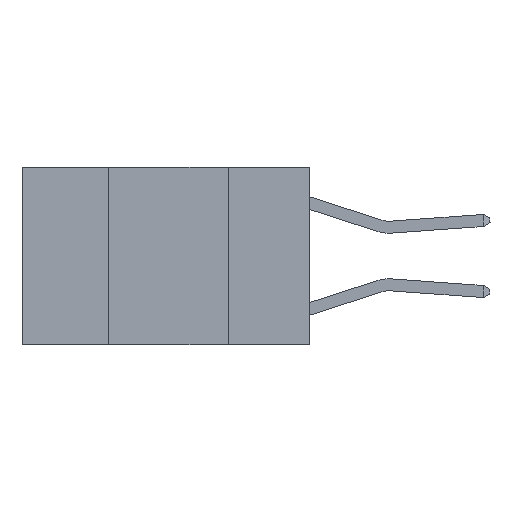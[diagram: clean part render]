
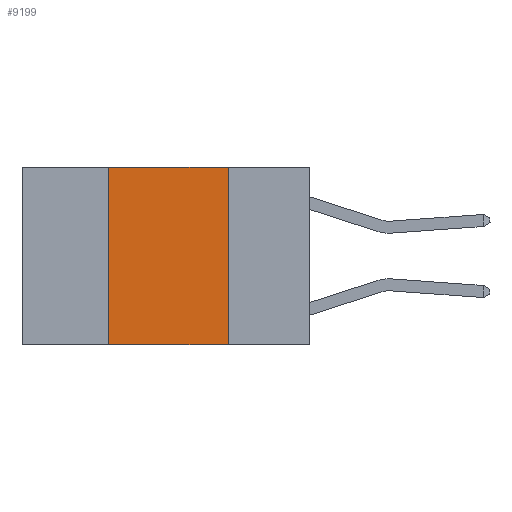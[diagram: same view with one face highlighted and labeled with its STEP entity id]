
A CAD part, left-side view. The second image highlights one B-rep face of the part: STEP entity #9199.
In plain terms, the highlighted planar face has unit normal (-1, 0, 0).
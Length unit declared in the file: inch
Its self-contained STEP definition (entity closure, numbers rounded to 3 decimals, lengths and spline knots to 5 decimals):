
#179 = EDGE_CURVE ( 'NONE', #9406, #2089, #2740, .T. ) ;
#466 = VECTOR ( 'NONE', #1225, 39.37008 ) ;
#629 = DIRECTION ( 'NONE',  ( 0., 0., -1. ) ) ;
#651 = CARTESIAN_POINT ( 'NONE',  ( 0., 0.17, 0. ) ) ;
#1060 = CARTESIAN_POINT ( 'NONE',  ( 0., 0.17, -0.37 ) ) ;
#1225 = DIRECTION ( 'NONE',  ( 0., -1., 0. ) ) ;
#2012 = VECTOR ( 'NONE', #8406, 39.37008 ) ;
#2037 = ORIENTED_EDGE ( 'NONE', *, *, #7492, .F. ) ;
#2089 = VERTEX_POINT ( 'NONE', #1060 ) ;
#2122 = ORIENTED_EDGE ( 'NONE', *, *, #6147, .F. ) ;
#2178 = DIRECTION ( 'NONE',  ( 0., 0., 1. ) ) ;
#2516 = ORIENTED_EDGE ( 'NONE', *, *, #179, .F. ) ;
#2638 = AXIS2_PLACEMENT_3D ( 'NONE', #3743, #5360, #629 ) ;
#2740 = LINE ( 'NONE', #4238, #2012 ) ;
#2991 = EDGE_LOOP ( 'NONE', ( #2516, #2122, #2037, #3167 ) ) ;
#3167 = ORIENTED_EDGE ( 'NONE', *, *, #5682, .T. ) ;
#3224 = FACE_OUTER_BOUND ( 'NONE', #2991, .T. ) ;
#3365 = CARTESIAN_POINT ( 'NONE',  ( 0., 0.6, 0. ) ) ;
#3743 = CARTESIAN_POINT ( 'NONE',  ( 0., 0.6, 0. ) ) ;
#4124 = VECTOR ( 'NONE', #5768, 39.37008 ) ;
#4238 = CARTESIAN_POINT ( 'NONE',  ( 0., 0.17, 0. ) ) ;
#4661 = LINE ( 'NONE', #6716, #466 ) ;
#5360 = DIRECTION ( 'NONE',  ( 1., 0., 0. ) ) ;
#5682 = EDGE_CURVE ( 'NONE', #8904, #2089, #4661, .T. ) ;
#5768 = DIRECTION ( 'NONE',  ( 0., -1., 0. ) ) ;
#5995 = CARTESIAN_POINT ( 'NONE',  ( 0., 0.42, 0. ) ) ;
#6147 = EDGE_CURVE ( 'NONE', #6341, #9406, #6457, .T. ) ;
#6341 = VERTEX_POINT ( 'NONE', #5995 ) ;
#6452 = CARTESIAN_POINT ( 'NONE',  ( 0., 0.42, -0.37 ) ) ;
#6457 = LINE ( 'NONE', #3365, #4124 ) ;
#6716 = CARTESIAN_POINT ( 'NONE',  ( 0., 0.6, -0.37 ) ) ;
#6861 = PLANE ( 'NONE',  #2638 ) ;
#6888 = CARTESIAN_POINT ( 'NONE',  ( 0., 0.42, 0. ) ) ;
#7492 = EDGE_CURVE ( 'NONE', #8904, #6341, #9848, .T. ) ;
#8406 = DIRECTION ( 'NONE',  ( 0., 0., -1. ) ) ;
#8904 = VERTEX_POINT ( 'NONE', #6452 ) ;
#9199 = ADVANCED_FACE ( 'NONE', ( #3224 ), #6861, .F. ) ;
#9406 = VERTEX_POINT ( 'NONE', #651 ) ;
#9631 = VECTOR ( 'NONE', #2178, 39.37008 ) ;
#9848 = LINE ( 'NONE', #6888, #9631 ) ;
